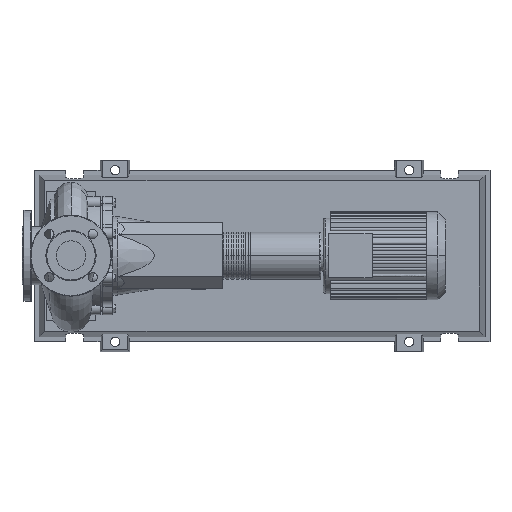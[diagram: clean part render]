
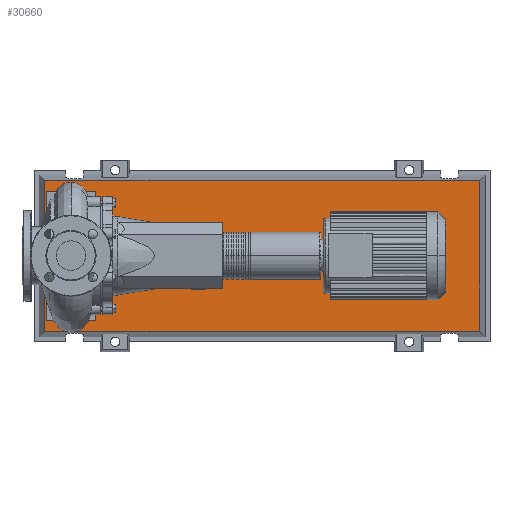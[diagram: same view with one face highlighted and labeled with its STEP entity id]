
A CAD part, top view. The second image highlights one B-rep face of the part: STEP entity #30660.
In plain terms, the highlighted planar face has unit normal (0, 0, 1).
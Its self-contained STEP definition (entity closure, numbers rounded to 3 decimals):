
#30341=CARTESIAN_POINT('',(833.292,-153.292,83.0));
#30342=VERTEX_POINT('',#30341);
#30349=CARTESIAN_POINT('',(-53.292,-153.292,83.0));
#30350=VERTEX_POINT('',#30349);
#30351=CARTESIAN_POINT('',(833.292,-153.292,83.0));
#30352=DIRECTION('',(-1.0,0.0,0.0));
#30353=VECTOR('',#30352,886.584);
#30354=LINE('',#30351,#30353);
#30355=EDGE_CURVE('',#30342,#30350,#30354,.T.);
#30573=CARTESIAN_POINT('',(833.292,153.292,83.0));
#30574=VERTEX_POINT('',#30573);
#30575=CARTESIAN_POINT('',(833.292,153.292,83.0));
#30576=DIRECTION('',(0.0,-1.0,0.0));
#30577=VECTOR('',#30576,306.584);
#30578=LINE('',#30575,#30577);
#30579=EDGE_CURVE('',#30574,#30342,#30578,.T.);
#30597=CARTESIAN_POINT('',(-53.292,153.292,83.0));
#30598=VERTEX_POINT('',#30597);
#30599=CARTESIAN_POINT('',(-53.292,-153.292,83.0));
#30600=DIRECTION('',(0.0,1.0,0.0));
#30601=VECTOR('',#30600,306.584);
#30602=LINE('',#30599,#30601);
#30603=EDGE_CURVE('',#30350,#30598,#30602,.T.);
#30636=CARTESIAN_POINT('',(-53.292,153.292,83.0));
#30637=DIRECTION('',(1.0,0.0,0.0));
#30638=VECTOR('',#30637,886.584);
#30639=LINE('',#30636,#30638);
#30640=EDGE_CURVE('',#30598,#30574,#30639,.T.);
#30649=CARTESIAN_POINT('',(390.,0.,83.0));
#30650=DIRECTION('',(0.0,0.0,1.0));
#30651=DIRECTION('',(1.0,0.0,0.0));
#30652=AXIS2_PLACEMENT_3D('',#30649,#30650,#30651);
#30653=PLANE('',#30652);
#30654=ORIENTED_EDGE('',*,*,#30579,.F.);
#30655=ORIENTED_EDGE('',*,*,#30640,.F.);
#30656=ORIENTED_EDGE('',*,*,#30603,.F.);
#30657=ORIENTED_EDGE('',*,*,#30355,.F.);
#30658=EDGE_LOOP('',(#30654,#30655,#30656,#30657));
#30659=FACE_OUTER_BOUND('',#30658,.T.);
#30660=ADVANCED_FACE('',(#30659),#30653,.T.);
